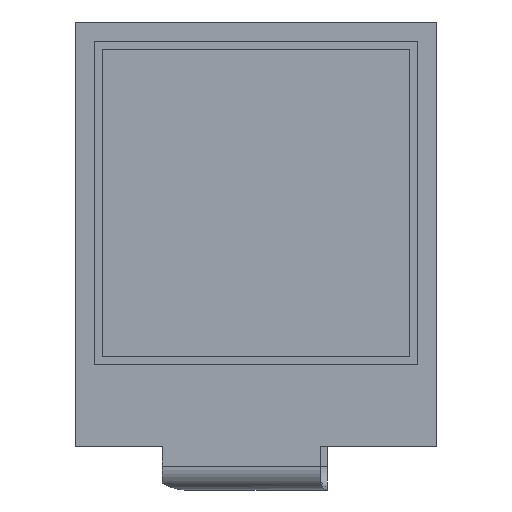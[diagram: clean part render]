
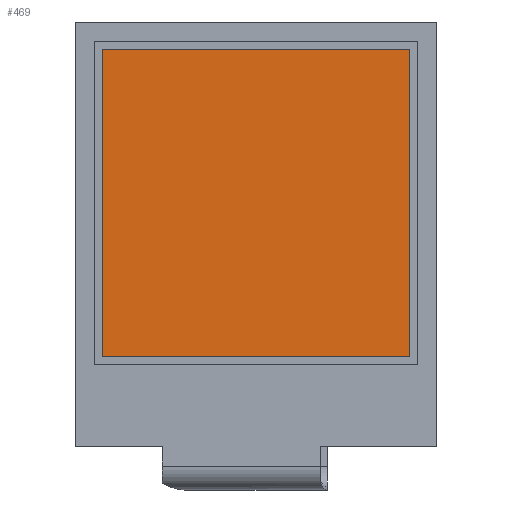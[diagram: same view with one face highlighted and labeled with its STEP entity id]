
A CAD part, top view. The second image highlights one B-rep face of the part: STEP entity #469.
In plain terms, the highlighted planar face has unit normal (0, 0, 1).
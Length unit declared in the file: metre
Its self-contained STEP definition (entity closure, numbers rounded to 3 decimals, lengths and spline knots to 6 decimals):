
#43=ORIENTED_EDGE('',*,*,#179,.T.);
#44=ORIENTED_EDGE('',*,*,#180,.T.);
#45=ORIENTED_EDGE('',*,*,#181,.F.);
#46=ORIENTED_EDGE('',*,*,#182,.F.);
#179=EDGE_CURVE('',#247,#248,#295,.T.);
#180=EDGE_CURVE('',#248,#249,#296,.T.);
#181=EDGE_CURVE('',#250,#249,#297,.T.);
#182=EDGE_CURVE('',#247,#250,#298,.T.);
#247=VERTEX_POINT('',#685);
#248=VERTEX_POINT('',#686);
#249=VERTEX_POINT('',#688);
#250=VERTEX_POINT('',#690);
#295=LINE('',#684,#347);
#296=LINE('',#687,#348);
#297=LINE('',#689,#349);
#298=LINE('',#691,#350);
#347=VECTOR('',#563,1.);
#348=VECTOR('',#564,1.);
#349=VECTOR('',#565,1.);
#350=VECTOR('',#566,1.);
#392=EDGE_LOOP('',(#43,#44,#45,#46));
#420=FACE_BOUND('',#392,.T.);
#448=PLANE('',#519);
#469=ADVANCED_FACE('',(#420),#448,.T.);
#519=AXIS2_PLACEMENT_3D('',#683,#561,#562);
#561=DIRECTION('',(0.,0.,1.));
#562=DIRECTION('',(1.,0.,0.));
#563=DIRECTION('',(-1.,0.,0.));
#564=DIRECTION('',(0.,-1.,0.));
#565=DIRECTION('',(-1.,0.,0.));
#566=DIRECTION('',(0.,-1.,0.));
#683=CARTESIAN_POINT('',(0.,0.,0.));
#684=CARTESIAN_POINT('',(0.,0.01626,0.));
#685=CARTESIAN_POINT('',(0.0135,0.01626,0.));
#686=CARTESIAN_POINT('',(-0.0135,0.01626,0.));
#687=CARTESIAN_POINT('',(-0.0135,0.,0.));
#688=CARTESIAN_POINT('',(-0.0135,-0.01074,0.));
#689=CARTESIAN_POINT('',(0.,-0.01074,0.));
#690=CARTESIAN_POINT('',(0.0135,-0.01074,0.));
#691=CARTESIAN_POINT('',(0.0135,0.,0.));
